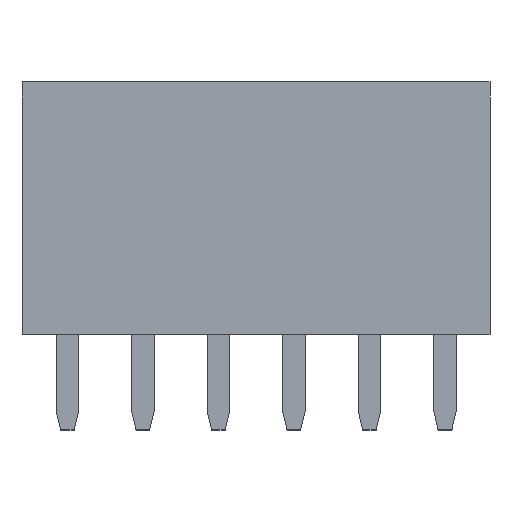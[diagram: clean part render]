
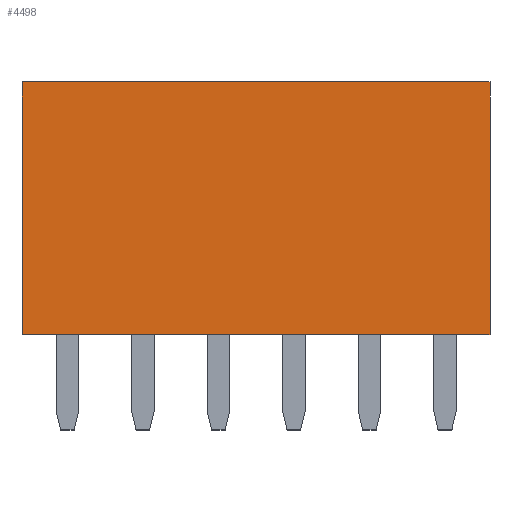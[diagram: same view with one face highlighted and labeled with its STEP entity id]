
A CAD part, top view. The second image highlights one B-rep face of the part: STEP entity #4498.
In plain terms, the highlighted planar face has unit normal (0, 0, 1).
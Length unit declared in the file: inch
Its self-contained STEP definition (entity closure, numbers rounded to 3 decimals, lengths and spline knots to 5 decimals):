
#81 = EDGE_LOOP ( 'NONE', ( #9854, #12631, #3559, #15085 ) ) ;
#104 = CARTESIAN_POINT ( 'NONE',  ( 0.61969, 0.33465, 0. ) ) ;
#618 = CARTESIAN_POINT ( 'NONE',  ( 0., 0.33465, 0. ) ) ;
#704 = LINE ( 'NONE', #10466, #12378 ) ;
#855 = CARTESIAN_POINT ( 'NONE',  ( 0.61969, 0., 0. ) ) ;
#1517 = VERTEX_POINT ( 'NONE', #104 ) ;
#1662 = EDGE_CURVE ( 'NONE', #1517, #14971, #8466, .T. ) ;
#1717 = CARTESIAN_POINT ( 'NONE',  ( -0.5, 0.33465, 0. ) ) ;
#2886 = DIRECTION ( 'NONE',  ( 1., 0., 0. ) ) ;
#3142 = PLANE ( 'NONE',  #7373 ) ;
#3336 = DIRECTION ( 'NONE',  ( -1., 0., 0. ) ) ;
#3559 = ORIENTED_EDGE ( 'NONE', *, *, #11710, .T. ) ;
#4265 = VECTOR ( 'NONE', #2886, 39.37008 ) ;
#4498 = ADVANCED_FACE ( 'NONE', ( #7273 ), #3142, .T. ) ;
#4672 = DIRECTION ( 'NONE',  ( 1., 0., 0. ) ) ;
#6455 = VECTOR ( 'NONE', #3336, 39.37008 ) ;
#7273 = FACE_OUTER_BOUND ( 'NONE', #81, .T. ) ;
#7373 = AXIS2_PLACEMENT_3D ( 'NONE', #12123, #13636, #4672 ) ;
#7693 = CARTESIAN_POINT ( 'NONE',  ( 0., 0., 0. ) ) ;
#8040 = VERTEX_POINT ( 'NONE', #618 ) ;
#8466 = LINE ( 'NONE', #15732, #15954 ) ;
#9854 = ORIENTED_EDGE ( 'NONE', *, *, #1662, .F. ) ;
#10466 = CARTESIAN_POINT ( 'NONE',  ( 0., 0.01969, 0. ) ) ;
#10885 = DIRECTION ( 'NONE',  ( 0., -1., 0. ) ) ;
#11710 = EDGE_CURVE ( 'NONE', #8040, #15203, #704, .T. ) ;
#11880 = CARTESIAN_POINT ( 'NONE',  ( -0.5, 0., 0. ) ) ;
#11941 = DIRECTION ( 'NONE',  ( 0., -1., 0. ) ) ;
#12123 = CARTESIAN_POINT ( 'NONE',  ( -0.5, 0., 0. ) ) ;
#12378 = VECTOR ( 'NONE', #11941, 39.37008 ) ;
#12631 = ORIENTED_EDGE ( 'NONE', *, *, #12987, .T. ) ;
#12987 = EDGE_CURVE ( 'NONE', #1517, #8040, #14888, .T. ) ;
#13636 = DIRECTION ( 'NONE',  ( 0., 0., 1. ) ) ;
#14888 = LINE ( 'NONE', #1717, #6455 ) ;
#14971 = VERTEX_POINT ( 'NONE', #855 ) ;
#15085 = ORIENTED_EDGE ( 'NONE', *, *, #18404, .T. ) ;
#15203 = VERTEX_POINT ( 'NONE', #7693 ) ;
#15732 = CARTESIAN_POINT ( 'NONE',  ( 0.61969, 0., 0. ) ) ;
#15758 = LINE ( 'NONE', #11880, #4265 ) ;
#15954 = VECTOR ( 'NONE', #10885, 39.37008 ) ;
#18404 = EDGE_CURVE ( 'NONE', #15203, #14971, #15758, .T. ) ;
